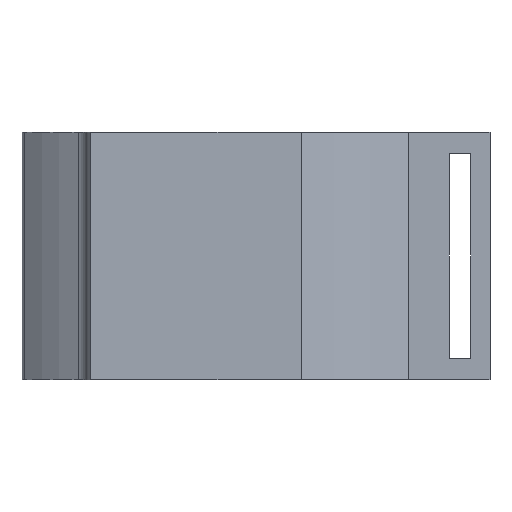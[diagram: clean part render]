
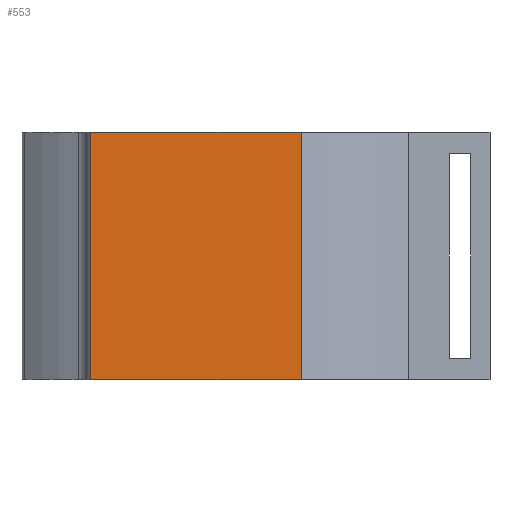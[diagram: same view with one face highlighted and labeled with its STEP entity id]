
A CAD part, front view. The second image highlights one B-rep face of the part: STEP entity #553.
In plain terms, the highlighted planar face has unit normal (0, -1, 0).
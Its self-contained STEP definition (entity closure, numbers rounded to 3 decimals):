
#21 = CARTESIAN_POINT ( 'NONE',  ( 17., 0., 20. ) ) ;
#27 = VERTEX_POINT ( 'NONE', #567 ) ;
#32 = VECTOR ( 'NONE', #460, 1000. ) ;
#47 = DIRECTION ( 'NONE',  ( 0., 1., 0. ) ) ;
#49 = DIRECTION ( 'NONE',  ( -1., 0., 0. ) ) ;
#64 = DIRECTION ( 'NONE',  ( 0., 0., -1. ) ) ;
#86 = ORIENTED_EDGE ( 'NONE', *, *, #308, .T. ) ;
#94 = VERTEX_POINT ( 'NONE', #456 ) ;
#106 = LINE ( 'NONE', #351, #388 ) ;
#112 = CARTESIAN_POINT ( 'NONE',  ( -17., 0., -20. ) ) ;
#139 = LINE ( 'NONE', #21, #32 ) ;
#140 = ORIENTED_EDGE ( 'NONE', *, *, #259, .F. ) ;
#155 = ORIENTED_EDGE ( 'NONE', *, *, #491, .F. ) ;
#161 = ORIENTED_EDGE ( 'NONE', *, *, #435, .T. ) ;
#164 = VERTEX_POINT ( 'NONE', #192 ) ;
#185 = VERTEX_POINT ( 'NONE', #112 ) ;
#192 = CARTESIAN_POINT ( 'NONE',  ( 17., 0., 20. ) ) ;
#212 = CARTESIAN_POINT ( 'NONE',  ( 17., 0., -20. ) ) ;
#213 = VECTOR ( 'NONE', #423, 1000. ) ;
#259 = EDGE_CURVE ( 'NONE', #164, #94, #106, .T. ) ;
#302 = EDGE_LOOP ( 'NONE', ( #86, #140, #155, #161 ) ) ;
#308 = EDGE_CURVE ( 'NONE', #185, #94, #346, .T. ) ;
#346 = LINE ( 'NONE', #212, #213 ) ;
#351 = CARTESIAN_POINT ( 'NONE',  ( 17., 0., 20. ) ) ;
#388 = VECTOR ( 'NONE', #64, 1000. ) ;
#396 = AXIS2_PLACEMENT_3D ( 'NONE', #548, #47, #49 ) ;
#423 = DIRECTION ( 'NONE',  ( 1., 0., 0. ) ) ;
#429 = LINE ( 'NONE', #521, #476 ) ;
#435 = EDGE_CURVE ( 'NONE', #27, #185, #429, .T. ) ;
#456 = CARTESIAN_POINT ( 'NONE',  ( 17., 0., -20. ) ) ;
#460 = DIRECTION ( 'NONE',  ( 1., 0., 0. ) ) ;
#476 = VECTOR ( 'NONE', #566, 1000. ) ;
#491 = EDGE_CURVE ( 'NONE', #27, #164, #139, .T. ) ;
#495 = PLANE ( 'NONE',  #396 ) ;
#521 = CARTESIAN_POINT ( 'NONE',  ( -17., 0., 20. ) ) ;
#548 = CARTESIAN_POINT ( 'NONE',  ( 17., 0., 20. ) ) ;
#549 = FACE_OUTER_BOUND ( 'NONE', #302, .T. ) ;
#553 = ADVANCED_FACE ( 'NONE', ( #549 ), #495, .F. ) ;
#566 = DIRECTION ( 'NONE',  ( 0., 0., -1. ) ) ;
#567 = CARTESIAN_POINT ( 'NONE',  ( -17., 0., 20. ) ) ;
